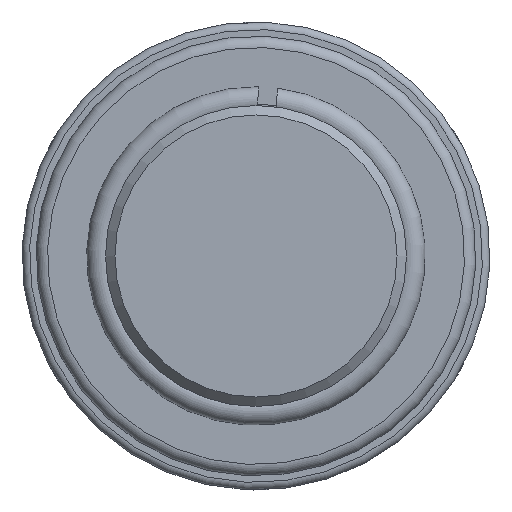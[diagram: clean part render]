
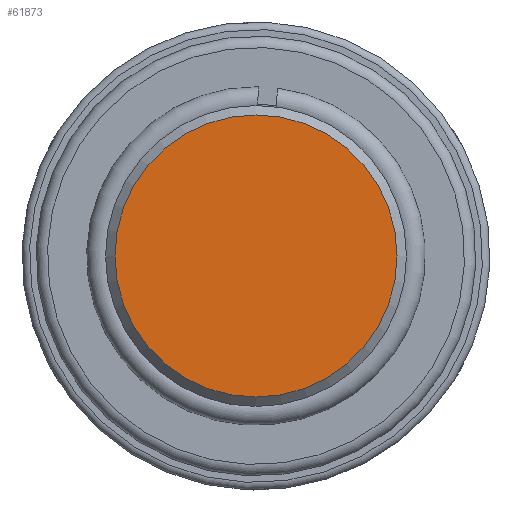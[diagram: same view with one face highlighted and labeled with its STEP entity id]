
A CAD part, left-side view. The second image highlights one B-rep face of the part: STEP entity #61873.
In plain terms, the highlighted face is planar.
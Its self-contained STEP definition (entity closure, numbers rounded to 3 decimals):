
#61857=CARTESIAN_POINT('',(0.,6.988,0.0));
#61858=DIRECTION('',(-1.0,0.0,0.0));
#61859=DIRECTION('',(0.0,0.0,1.0));
#61860=AXIS2_PLACEMENT_3D('',#61857,#61858,#61859);
#61861=PLANE('',#61860);
#61862=CARTESIAN_POINT('',(0.,7.475,0.0));
#61863=VERTEX_POINT('',#61862);
#61864=CARTESIAN_POINT('',(0.0,0.0,0.0));
#61865=DIRECTION('',(1.0,0.0,0.0));
#61866=DIRECTION('',(0.0,1.0,0.0));
#61867=AXIS2_PLACEMENT_3D('',#61864,#61865,#61866);
#61868=CIRCLE('',#61867,7.475);
#61869=EDGE_CURVE('',#61863,#61863,#61868,.T.);
#61870=ORIENTED_EDGE('',*,*,#61869,.F.);
#61871=EDGE_LOOP('',(#61870));
#61872=FACE_OUTER_BOUND('',#61871,.T.);
#61873=ADVANCED_FACE('',(#61872),#61861,.T.);
